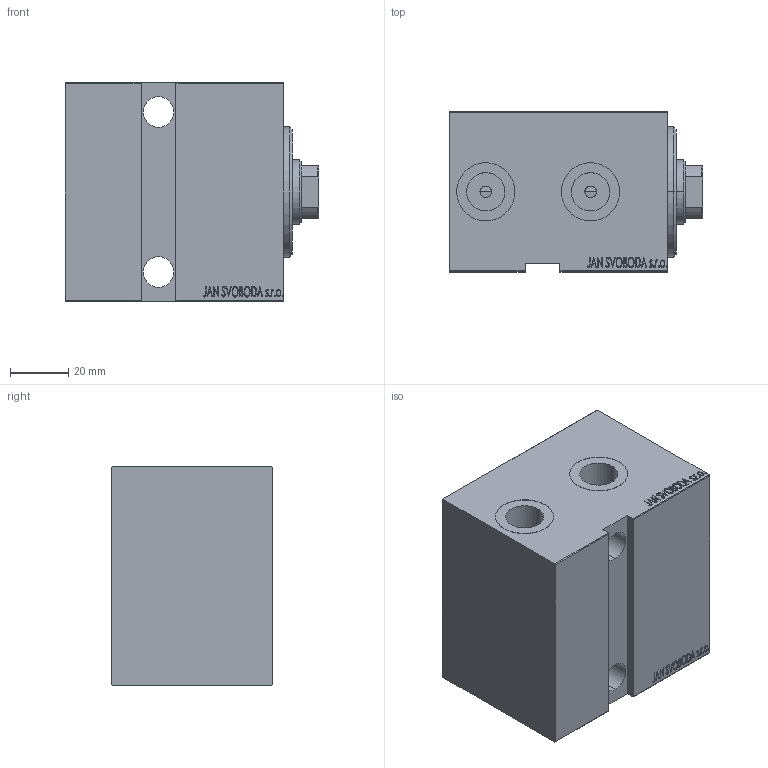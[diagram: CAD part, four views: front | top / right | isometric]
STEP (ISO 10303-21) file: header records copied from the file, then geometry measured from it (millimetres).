
FILE_DESCRIPTION (( 'STEP AP203' ), '1' );
FILE_NAME ('1a99.STEP', '2022-04-17T03:05:32', ( '' ), ( '' ), 'SwSTEP 2.0', 'SolidWorks 2019', '' );
FILE_SCHEMA (( 'CONFIG_CONTROL_DESIGN' ));
Length unit declared in the file: millimetre
Products named in the file (4): 1a99; V450CM_VC_B 3a5fbb8cd12f7ba619c60f8d33186951; V450CM_E_VCP 3a5fbb8cd12f7ba619c60f8d33186951; V450CM_E_Body 3a5fbb8cd12f7ba619c60f8d33186951
Assembly tree (3 placements, depth 2):
  1a99
    V450CM_E_Body 3a5fbb8cd12f7ba619c60f8d33186951
    V450CM_E_VCP 3a5fbb8cd12f7ba619c60f8d33186951
    V450CM_VC_B 3a5fbb8cd12f7ba619c60f8d33186951
Bounding box: 87 x 55 x 75 mm (x, y, z)
Volume: 282829.5 mm3; surface area: 54109.2 mm2
Topology: 3 solids, 3 shells, 846 faces, 2183 edges, 1447 vertices
Faces by surface type: plane 408, bspline 380, cylinder 44, cone 14
Entity records: 42973 total; most frequent: CARTESIAN_POINT 24450, ORIENTED_EDGE 4362, DIRECTION 2451, EDGE_CURVE 2181, VERTEX_POINT 1447, VECTOR 1307, LINE 1307, EDGE_LOOP 962
